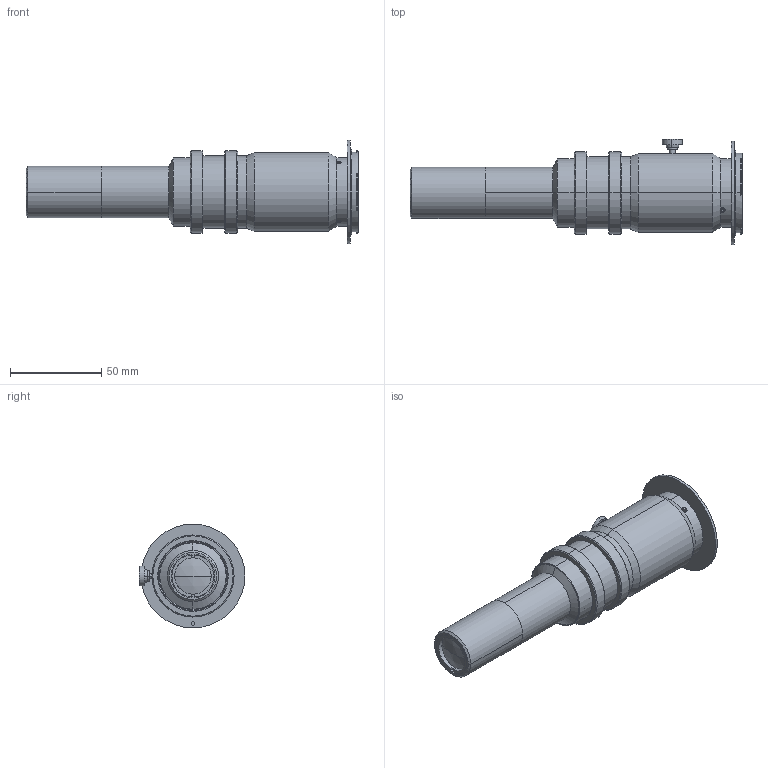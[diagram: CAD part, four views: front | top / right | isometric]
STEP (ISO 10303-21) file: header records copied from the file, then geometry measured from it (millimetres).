
FILE_DESCRIPTION (( 'STEP AP203' ), '1' );
FILE_NAME ('DP31024_TC4M004-F.step', '2021-10-06T10:18:13', ( '' ), ( '' ), 'SwSTEP 2.0', 'SolidWorks 2021', '' );
FILE_SCHEMA (( 'CONFIG_CONTROL_DESIGN' ));
Length unit declared in the file: millimetre
Products named in the file (1): DP31024_TC4M004-F
Bounding box: 181.98 x 57.95 x 56.9 mm (x, y, z)
Surface area: 35030.8 mm2 (no closed solid volume)
Topology: 0 solids, 17 shells, 141 faces, 399 edges, 279 vertices
Faces by surface type: cylinder 57, plane 48, cone 32, sphere 2, torus 2
Entity records: 5077 total; most frequent: CARTESIAN_POINT 1251, DIRECTION 856, ORIENTED_EDGE 656, EDGE_CURVE 399, AXIS2_PLACEMENT_3D 338, VERTEX_POINT 279, CIRCLE 196, LINE 180
